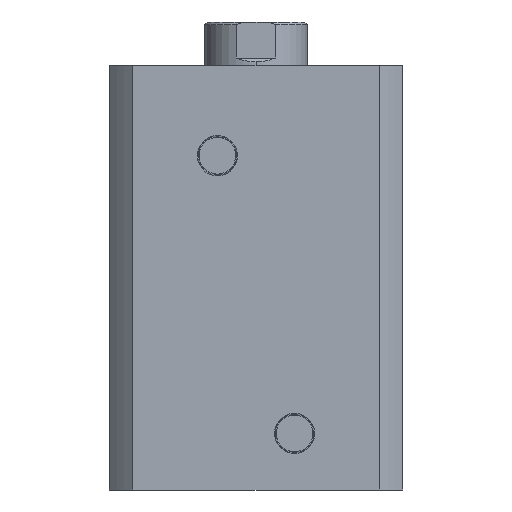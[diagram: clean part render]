
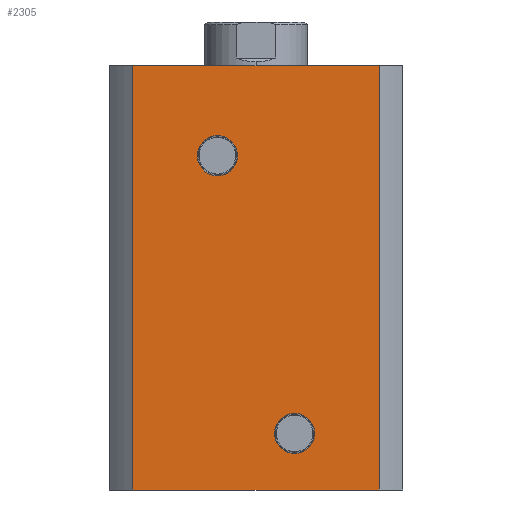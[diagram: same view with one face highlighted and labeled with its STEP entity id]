
A CAD part, left-side view. The second image highlights one B-rep face of the part: STEP entity #2305.
In plain terms, the highlighted planar face has unit normal (-1, 0, 0).
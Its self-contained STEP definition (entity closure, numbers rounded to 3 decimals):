
#39 = EDGE_LOOP ( 'NONE', ( #2148, #2149, #2150, #2151 ) ) ;
#48 = EDGE_LOOP ( 'NONE', ( #2146, #2147 ) ) ;
#144 = EDGE_LOOP ( 'NONE', ( #2144, #2145 ) ) ;
#249 = AXIS2_PLACEMENT_3D ( 'NONE', #624, #625, #626 ) ;
#250 = AXIS2_PLACEMENT_3D ( 'NONE', #619, #620, #621 ) ;
#617 = CARTESIAN_POINT ( 'NONE',  ( -57., 0., 0. ) ) ;
#618 = DIRECTION ( 'NONE',  ( 0., -1., 0. ) ) ;
#619 = CARTESIAN_POINT ( 'NONE',  ( -57., -15., 22. ) ) ;
#620 = DIRECTION ( 'NONE',  ( -1., 0., 0. ) ) ;
#621 = DIRECTION ( 'NONE',  ( 0., 0., 1. ) ) ;
#623 = CARTESIAN_POINT ( 'NONE',  ( -57., 0., 165. ) ) ;
#624 = CARTESIAN_POINT ( 'NONE',  ( -57., 15., 130. ) ) ;
#625 = DIRECTION ( 'NONE',  ( -1., 0., 0. ) ) ;
#626 = DIRECTION ( 'NONE',  ( 0., 0., 1. ) ) ;
#627 = CARTESIAN_POINT ( 'NONE',  ( -57., -47.971, 165. ) ) ;
#629 = DIRECTION ( 'NONE',  ( 0., 0., -1. ) ) ;
#630 = DIRECTION ( 'NONE',  ( 0., -1., 0. ) ) ;
#1015 = DIRECTION ( 'NONE',  ( 1., 0., 0. ) ) ;
#1020 = CARTESIAN_POINT ( 'NONE',  ( -57., 0., 165. ) ) ;
#1022 = PLANE ( 'NONE',  #2476 ) ;
#1024 = DIRECTION ( 'NONE',  ( 0., 1., 0. ) ) ;
#1080 = CARTESIAN_POINT ( 'NONE',  ( -57., 15., 130. ) ) ;
#1082 = DIRECTION ( 'NONE',  ( -1., 0., 0. ) ) ;
#1086 = DIRECTION ( 'NONE',  ( 0., 0., 1. ) ) ;
#1188 = DIRECTION ( 'NONE',  ( 0., 0., 1. ) ) ;
#1189 = DIRECTION ( 'NONE',  ( -1., 0., 0. ) ) ;
#1190 = CARTESIAN_POINT ( 'NONE',  ( -57., -15., 22. ) ) ;
#1257 = AXIS2_PLACEMENT_3D ( 'NONE', #1080, #1082, #1086 ) ;
#1261 = AXIS2_PLACEMENT_3D ( 'NONE', #1190, #1189, #1188 ) ;
#1271 = EDGE_CURVE ( 'NONE', #3512, #3514, #2572, .T. ) ;
#1279 = EDGE_CURVE ( 'NONE', #3511, #3516, #2582, .T. ) ;
#1412 = EDGE_CURVE ( 'NONE', #2562, #2555, #2803, .T. ) ;
#1414 = EDGE_CURVE ( 'NONE', #3514, #3512, #2806, .T. ) ;
#1415 = EDGE_CURVE ( 'NONE', #3516, #3511, #2807, .T. ) ;
#1416 = EDGE_CURVE ( 'NONE', #2555, #2557, #2808, .T. ) ;
#1417 = EDGE_CURVE ( 'NONE', #2559, #2557, #2809, .T. ) ;
#1418 = EDGE_CURVE ( 'NONE', #2562, #2559, #2804, .T. ) ;
#1806 = CARTESIAN_POINT ( 'NONE',  ( -57., 47.971, 0. ) ) ;
#1808 = CARTESIAN_POINT ( 'NONE',  ( -57., -47.971, 0. ) ) ;
#1810 = CARTESIAN_POINT ( 'NONE',  ( -57., -47.971, 165. ) ) ;
#1813 = CARTESIAN_POINT ( 'NONE',  ( -57., 47.971, 165. ) ) ;
#1868 = CARTESIAN_POINT ( 'NONE',  ( -57., 15., 122.203 ) ) ;
#1871 = CARTESIAN_POINT ( 'NONE',  ( -57., -15., 14.203 ) ) ;
#1872 = CARTESIAN_POINT ( 'NONE',  ( -57., -15., 29.797 ) ) ;
#1873 = CARTESIAN_POINT ( 'NONE',  ( -57., 15., 137.797 ) ) ;
#2144 = ORIENTED_EDGE ( 'NONE', *, *, #1414, .F. ) ;
#2145 = ORIENTED_EDGE ( 'NONE', *, *, #1271, .F. ) ;
#2146 = ORIENTED_EDGE ( 'NONE', *, *, #1415, .F. ) ;
#2147 = ORIENTED_EDGE ( 'NONE', *, *, #1279, .F. ) ;
#2148 = ORIENTED_EDGE ( 'NONE', *, *, #1416, .T. ) ;
#2149 = ORIENTED_EDGE ( 'NONE', *, *, #1417, .F. ) ;
#2150 = ORIENTED_EDGE ( 'NONE', *, *, #1418, .F. ) ;
#2151 = ORIENTED_EDGE ( 'NONE', *, *, #1412, .T. ) ;
#2305 = ADVANCED_FACE ( 'NONE', ( #3028, #3031, #3012 ), #1022, .F. ) ;
#2476 = AXIS2_PLACEMENT_3D ( 'NONE', #1020, #1015, #1024 ) ;
#2555 = VERTEX_POINT ( 'NONE', #1806 ) ;
#2557 = VERTEX_POINT ( 'NONE', #1808 ) ;
#2559 = VERTEX_POINT ( 'NONE', #1810 ) ;
#2562 = VERTEX_POINT ( 'NONE', #1813 ) ;
#2572 = CIRCLE ( 'NONE', #1261, 7.797 ) ;
#2582 = CIRCLE ( 'NONE', #1257, 7.797 ) ;
#2803 = LINE ( 'NONE', #3450, #2805 ) ;
#2804 = LINE ( 'NONE', #623, #2814 ) ;
#2805 = VECTOR ( 'NONE', #3459, 1000. ) ;
#2806 = CIRCLE ( 'NONE', #250, 7.797 ) ;
#2807 = CIRCLE ( 'NONE', #249, 7.797 ) ;
#2808 = LINE ( 'NONE', #617, #2810 ) ;
#2809 = LINE ( 'NONE', #627, #2812 ) ;
#2810 = VECTOR ( 'NONE', #618, 1000. ) ;
#2812 = VECTOR ( 'NONE', #629, 1000. ) ;
#2814 = VECTOR ( 'NONE', #630, 1000. ) ;
#3012 = FACE_OUTER_BOUND ( 'NONE', #39, .T. ) ;
#3028 = FACE_BOUND ( 'NONE', #144, .T. ) ;
#3031 = FACE_BOUND ( 'NONE', #48, .T. ) ;
#3450 = CARTESIAN_POINT ( 'NONE',  ( -57., 47.971, 165. ) ) ;
#3459 = DIRECTION ( 'NONE',  ( 0., 0., -1. ) ) ;
#3511 = VERTEX_POINT ( 'NONE', #1868 ) ;
#3512 = VERTEX_POINT ( 'NONE', #1871 ) ;
#3514 = VERTEX_POINT ( 'NONE', #1872 ) ;
#3516 = VERTEX_POINT ( 'NONE', #1873 ) ;
